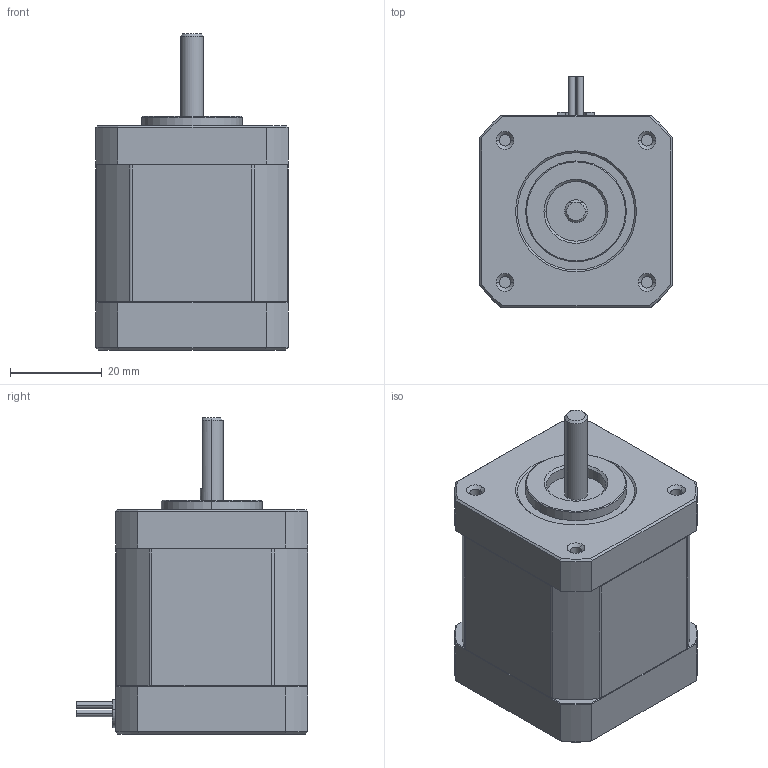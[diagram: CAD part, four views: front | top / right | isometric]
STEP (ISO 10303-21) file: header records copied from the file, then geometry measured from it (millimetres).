
FILE_DESCRIPTION(('Creo Elements/Direct Modeling STEP Export'),'2;1');
FILE_NAME('TS3617N319_320.stp','2014-07-05T15:55:03',(''),(''),'Creo Elements/Direct Modeling STEP processor for AP203 (Solid Model)','Creo Elements/Direct Modeling 17.0F 20-Aug-2012 (C) Parametric Technology GmbH','');
FILE_SCHEMA(('CONFIG_CONTROL_DESIGN'));
Length unit declared in the file: millimetre
Products named in the file (1): Skin_Group1
Bounding box: 42 x 50.6 x 69 mm (x, y, z)
Volume: 82982.2 mm3; surface area: 12343.7 mm2
Topology: 1 solids, 1 shells, 290 faces, 714 edges, 446 vertices
Faces by surface type: plane 123, cylinder 96, cone 53, sphere 10, torus 8
Entity records: 11040 total; most frequent: CARTESIAN_POINT 1959, ORIENTED_EDGE 1424, DIRECTION 1380, EDGE_CURVE 712, AXIS2_PLACEMENT_3D 529, VERTEX_POINT 446, VECTOR 322, LINE 322
